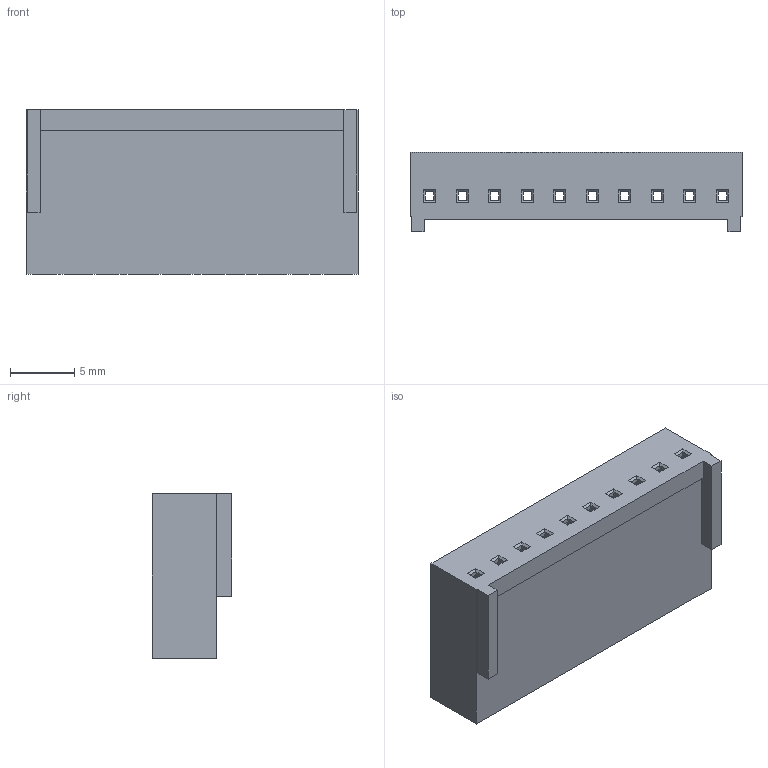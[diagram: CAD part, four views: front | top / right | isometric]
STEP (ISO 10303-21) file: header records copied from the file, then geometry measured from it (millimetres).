
FILE_DESCRIPTION( ( 'Unknown' ), '1' );
FILE_NAME( '61901011621.stp', 'Unknown', ( 'Unknown' ), ( 'Unknown' ), 'PSStep 18.0.17', 'Unknown', ' ' );
FILE_SCHEMA( ( 'AUTOMOTIVE_DESIGN { 1 0 10303 214 1 1 1 1 }' ) );
Length unit declared in the file: millimetre
Products named in the file (2): Assem1; 61901011621
Assembly tree (1 placements, depth 2):
  Assem1
    61901011621
Bounding box: 25.92 x 6.2 x 12.85 mm (x, y, z)
Volume: 836.6 mm3; surface area: 2507.2 mm2
Topology: 1 solids, 1 shells, 346 faces, 962 edges, 628 vertices
Faces by surface type: plane 346
Entity records: 13672 total; most frequent: CARTESIAN_POINT 1938, ORIENTED_EDGE 1924, DIRECTION 1658, EDGE_CURVE 962, LINE 962, VECTOR 962, VERTEX_POINT 628, EDGE_LOOP 396
